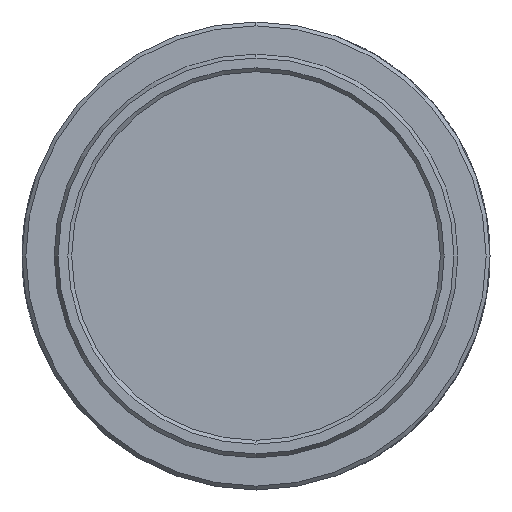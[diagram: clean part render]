
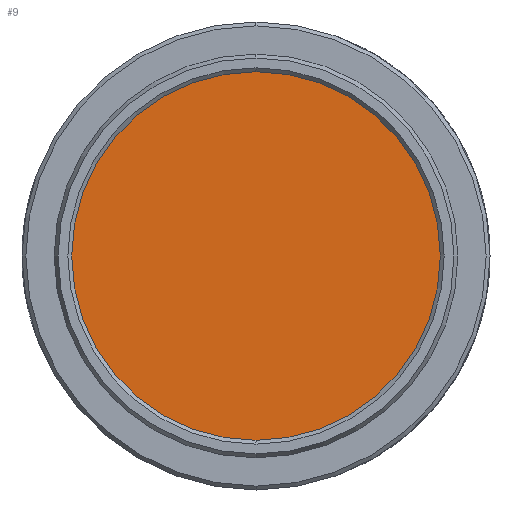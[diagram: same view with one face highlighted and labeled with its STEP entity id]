
A CAD part, left-side view. The second image highlights one B-rep face of the part: STEP entity #9.
In plain terms, the highlighted planar face has unit normal (-1, 0, 0).
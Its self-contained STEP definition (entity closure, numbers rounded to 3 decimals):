
#9 = ADVANCED_FACE ( 'NONE', ( #11355 ), #5199, .F. ) ;
#239 = DIRECTION ( 'NONE',  ( 0., 0.792, 0.61 ) ) ;
#1223 = CARTESIAN_POINT ( 'NONE',  ( -1.905, 0., 0. ) ) ;
#2562 = CIRCLE ( 'NONE', #3383, 12.523 ) ;
#3383 = AXIS2_PLACEMENT_3D ( 'NONE', #10289, #4488, #7451 ) ;
#4352 = CARTESIAN_POINT ( 'NONE',  ( -1.905, 9.92, 7.644 ) ) ;
#4488 = DIRECTION ( 'NONE',  ( 1., 0., 0. ) ) ;
#4885 = VERTEX_POINT ( 'NONE', #4352 ) ;
#5199 = PLANE ( 'NONE',  #7271 ) ;
#5554 = EDGE_CURVE ( 'NONE', #4885, #11984, #8511, .T. ) ;
#6092 = DIRECTION ( 'NONE',  ( 1., 0., 0. ) ) ;
#6613 = ORIENTED_EDGE ( 'NONE', *, *, #8946, .F. ) ;
#6624 = ORIENTED_EDGE ( 'NONE', *, *, #5554, .F. ) ;
#7271 = AXIS2_PLACEMENT_3D ( 'NONE', #1223, #6092, #239 ) ;
#7451 = DIRECTION ( 'NONE',  ( 0., 0.792, 0.61 ) ) ;
#8511 = CIRCLE ( 'NONE', #8783, 12.523 ) ;
#8783 = AXIS2_PLACEMENT_3D ( 'NONE', #11729, #10645, #8787 ) ;
#8787 = DIRECTION ( 'NONE',  ( 0., 0.792, 0.61 ) ) ;
#8946 = EDGE_CURVE ( 'NONE', #11984, #4885, #2562, .T. ) ;
#10289 = CARTESIAN_POINT ( 'NONE',  ( -1.905, 0., 0. ) ) ;
#10645 = DIRECTION ( 'NONE',  ( 1., 0., 0. ) ) ;
#11355 = FACE_OUTER_BOUND ( 'NONE', #12358, .T. ) ;
#11729 = CARTESIAN_POINT ( 'NONE',  ( -1.905, 0., 0. ) ) ;
#11984 = VERTEX_POINT ( 'NONE', #12201 ) ;
#12201 = CARTESIAN_POINT ( 'NONE',  ( -1.905, -9.92, -7.644 ) ) ;
#12358 = EDGE_LOOP ( 'NONE', ( #6624, #6613 ) ) ;
